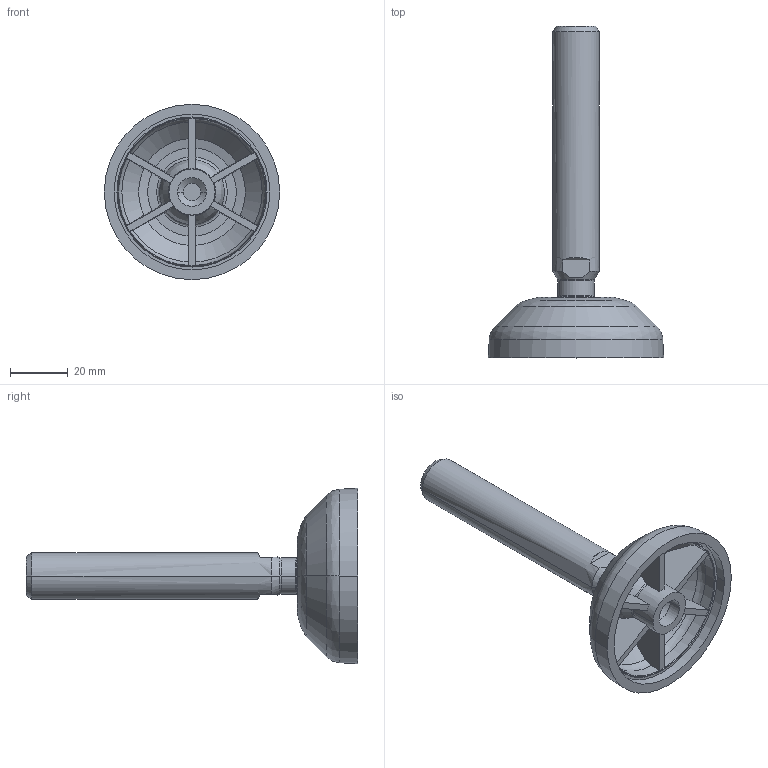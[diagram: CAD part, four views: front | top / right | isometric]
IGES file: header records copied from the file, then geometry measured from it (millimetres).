
Start section:  PTC IGES file: r0098626022.igs
Global section: file name: r0098626022.igs; native system: Pro/ENGINEER by Parametric Technology Corporation; preprocessor: 2010020; author: RCRU51; organization: Rex Nord Marbet spa; date: 20110701.170805; units: millimetre
Bounding box: 60.8 x 115.02 x 60.8 mm (x, y, z)
Volume: 40793.4 mm3; surface area: 17676.5 mm2
Topology: 1 solids, 1 shells, 120 faces, 300 edges, 186 vertices
Faces by surface type: revolution 84, bspline 36
